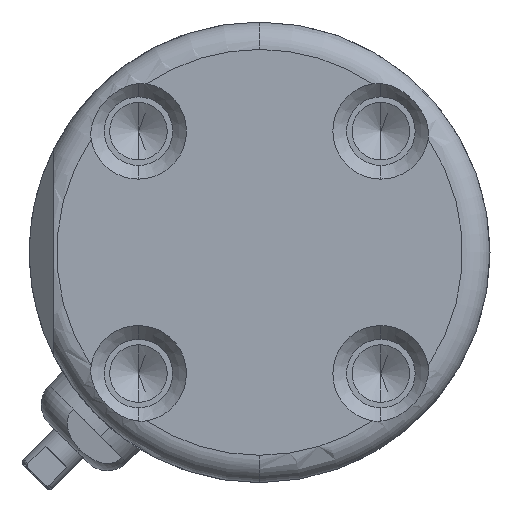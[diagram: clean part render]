
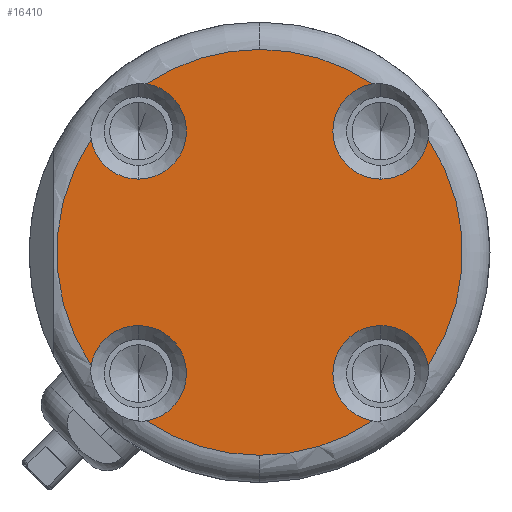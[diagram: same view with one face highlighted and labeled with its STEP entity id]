
A CAD part, left-side view. The second image highlights one B-rep face of the part: STEP entity #16410.
In plain terms, the highlighted planar face has unit normal (-1, 0, 0).
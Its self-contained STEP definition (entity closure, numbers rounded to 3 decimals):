
#171 = CIRCLE ( 'NONE', #17529, 3.5 ) ;
#474 = DIRECTION ( 'NONE',  ( 0., 0., -1. ) ) ;
#914 = ORIENTED_EDGE ( 'NONE', *, *, #4478, .T. ) ;
#1034 = CARTESIAN_POINT ( 'NONE',  ( -34., 8.839, -8.839 ) ) ;
#1105 = AXIS2_PLACEMENT_3D ( 'NONE', #16643, #23958, #474 ) ;
#1153 = AXIS2_PLACEMENT_3D ( 'NONE', #1556, #18346, #25363 ) ;
#1349 = VERTEX_POINT ( 'NONE', #17999 ) ;
#1443 = DIRECTION ( 'NONE',  ( -1., 0., 0. ) ) ;
#1556 = CARTESIAN_POINT ( 'NONE',  ( -34., 16.8, 0. ) ) ;
#1754 = AXIS2_PLACEMENT_3D ( 'NONE', #30496, #25515, #28176 ) ;
#1758 = CARTESIAN_POINT ( 'NONE',  ( -34., 8.248, 12.289 ) ) ;
#1760 = EDGE_CURVE ( 'NONE', #17530, #24981, #6609, .T. ) ;
#2069 = DIRECTION ( 'NONE',  ( -1., 0., 0. ) ) ;
#2251 = VERTEX_POINT ( 'NONE', #11558 ) ;
#2568 = EDGE_CURVE ( 'NONE', #15204, #24155, #25448, .T. ) ;
#2737 = ORIENTED_EDGE ( 'NONE', *, *, #2568, .T. ) ;
#2752 = DIRECTION ( 'NONE',  ( 0., 0., -1. ) ) ;
#2770 = VERTEX_POINT ( 'NONE', #5742 ) ;
#3000 = VERTEX_POINT ( 'NONE', #20589 ) ;
#3120 = DIRECTION ( 'NONE',  ( 0., 0., -1. ) ) ;
#3214 = CARTESIAN_POINT ( 'NONE',  ( -34., -8.839, -8.839 ) ) ;
#4210 = AXIS2_PLACEMENT_3D ( 'NONE', #12271, #11656, #16775 ) ;
#4478 = EDGE_CURVE ( 'NONE', #3000, #15204, #10749, .T. ) ;
#5203 = DIRECTION ( 'NONE',  ( 0., 0., -1. ) ) ;
#5401 = CARTESIAN_POINT ( 'NONE',  ( -34., 0., 0. ) ) ;
#5742 = CARTESIAN_POINT ( 'NONE',  ( -34., 8.839, -5.339 ) ) ;
#6029 = VERTEX_POINT ( 'NONE', #7690 ) ;
#6103 = DIRECTION ( 'NONE',  ( 0., 0., -1. ) ) ;
#6607 = CARTESIAN_POINT ( 'NONE',  ( -34., -12.289, -8.248 ) ) ;
#6609 = CIRCLE ( 'NONE', #24486, 3.5 ) ;
#7037 = CARTESIAN_POINT ( 'NONE',  ( -34., 8.839, -8.839 ) ) ;
#7277 = AXIS2_PLACEMENT_3D ( 'NONE', #14986, #10329, #26680 ) ;
#7471 = AXIS2_PLACEMENT_3D ( 'NONE', #7037, #26024, #3120 ) ;
#7676 = DIRECTION ( 'NONE',  ( 1., 0., 0. ) ) ;
#7690 = CARTESIAN_POINT ( 'NONE',  ( -34., 8.248, -12.289 ) ) ;
#7868 = DIRECTION ( 'NONE',  ( -1., 0., 0. ) ) ;
#7987 = AXIS2_PLACEMENT_3D ( 'NONE', #3214, #17371, #15351 ) ;
#8021 = CARTESIAN_POINT ( 'NONE',  ( -34., -8.839, 8.839 ) ) ;
#8117 = CARTESIAN_POINT ( 'NONE',  ( -34., 0., 0. ) ) ;
#9470 = CIRCLE ( 'NONE', #7471, 3.5 ) ;
#9486 = EDGE_CURVE ( 'NONE', #2770, #6029, #9470, .T. ) ;
#9888 = AXIS2_PLACEMENT_3D ( 'NONE', #5401, #7868, #26718 ) ;
#9969 = EDGE_CURVE ( 'NONE', #1349, #20640, #27893, .T. ) ;
#10329 = DIRECTION ( 'NONE',  ( -1., 0., 0. ) ) ;
#10577 = CARTESIAN_POINT ( 'NONE',  ( -34., 0., -14.8 ) ) ;
#10649 = CIRCLE ( 'NONE', #4210, 14.8 ) ;
#10749 = CIRCLE ( 'NONE', #7277, 14.8 ) ;
#11042 = CARTESIAN_POINT ( 'NONE',  ( -34., 12.289, 8.248 ) ) ;
#11151 = ORIENTED_EDGE ( 'NONE', *, *, #1760, .T. ) ;
#11396 = CIRCLE ( 'NONE', #9888, 14.8 ) ;
#11558 = CARTESIAN_POINT ( 'NONE',  ( -34., -8.248, 12.289 ) ) ;
#11656 = DIRECTION ( 'NONE',  ( -1., 0., 0. ) ) ;
#12271 = CARTESIAN_POINT ( 'NONE',  ( -34., 0., 0. ) ) ;
#12485 = CARTESIAN_POINT ( 'NONE',  ( -34., 12.289, -8.248 ) ) ;
#13016 = EDGE_CURVE ( 'NONE', #16361, #18839, #24576, .T. ) ;
#13584 = EDGE_LOOP ( 'NONE', ( #14168, #22708, #22059, #11151, #17826, #30180, #914, #2737, #23091, #26925, #19521, #26547, #22290, #21959 ) ) ;
#14038 = EDGE_CURVE ( 'NONE', #2251, #3000, #10649, .T. ) ;
#14168 = ORIENTED_EDGE ( 'NONE', *, *, #14805, .T. ) ;
#14644 = EDGE_CURVE ( 'NONE', #24155, #20486, #19105, .T. ) ;
#14802 = CIRCLE ( 'NONE', #24767, 14.8 ) ;
#14805 = EDGE_CURVE ( 'NONE', #18839, #1349, #21634, .T. ) ;
#14970 = DIRECTION ( 'NONE',  ( 0., 0., -1. ) ) ;
#14986 = CARTESIAN_POINT ( 'NONE',  ( -34., 0., 0. ) ) ;
#15015 = CARTESIAN_POINT ( 'NONE',  ( -34., -8.839, 8.839 ) ) ;
#15204 = VERTEX_POINT ( 'NONE', #1758 ) ;
#15254 = CIRCLE ( 'NONE', #19224, 14.8 ) ;
#15351 = DIRECTION ( 'NONE',  ( 0., 0., -1. ) ) ;
#15438 = CARTESIAN_POINT ( 'NONE',  ( -34., 0., 0. ) ) ;
#15638 = DIRECTION ( 'NONE',  ( 0., 0., -1. ) ) ;
#15911 = CARTESIAN_POINT ( 'NONE',  ( -34., 0., 0. ) ) ;
#16361 = VERTEX_POINT ( 'NONE', #10577 ) ;
#16410 = ADVANCED_FACE ( 'NONE', ( #22872 ), #17878, .F. ) ;
#16525 = DIRECTION ( 'NONE',  ( 0., 0., -1. ) ) ;
#16643 = CARTESIAN_POINT ( 'NONE',  ( -34., 8.839, 8.839 ) ) ;
#16775 = DIRECTION ( 'NONE',  ( 0., 0., -1. ) ) ;
#17013 = EDGE_CURVE ( 'NONE', #29397, #2770, #171, .T. ) ;
#17371 = DIRECTION ( 'NONE',  ( 1., 0., 0. ) ) ;
#17529 = AXIS2_PLACEMENT_3D ( 'NONE', #1034, #20456, #15638 ) ;
#17530 = VERTEX_POINT ( 'NONE', #29729 ) ;
#17826 = ORIENTED_EDGE ( 'NONE', *, *, #26214, .T. ) ;
#17878 = PLANE ( 'NONE',  #1153 ) ;
#17915 = DIRECTION ( 'NONE',  ( -1., 0., 0. ) ) ;
#17999 = CARTESIAN_POINT ( 'NONE',  ( -34., -8.839, -5.339 ) ) ;
#18346 = DIRECTION ( 'NONE',  ( 1., 0., 0. ) ) ;
#18839 = VERTEX_POINT ( 'NONE', #25529 ) ;
#19105 = CIRCLE ( 'NONE', #1754, 3.5 ) ;
#19224 = AXIS2_PLACEMENT_3D ( 'NONE', #15438, #17915, #14970 ) ;
#19521 = ORIENTED_EDGE ( 'NONE', *, *, #17013, .T. ) ;
#19844 = DIRECTION ( 'NONE',  ( 1., 0., 0. ) ) ;
#20068 = AXIS2_PLACEMENT_3D ( 'NONE', #8117, #1443, #6103 ) ;
#20456 = DIRECTION ( 'NONE',  ( 1., 0., 0. ) ) ;
#20486 = VERTEX_POINT ( 'NONE', #11042 ) ;
#20589 = CARTESIAN_POINT ( 'NONE',  ( -34., 0., 14.8 ) ) ;
#20640 = VERTEX_POINT ( 'NONE', #6607 ) ;
#21634 = CIRCLE ( 'NONE', #27097, 3.5 ) ;
#21959 = ORIENTED_EDGE ( 'NONE', *, *, #13016, .T. ) ;
#22059 = ORIENTED_EDGE ( 'NONE', *, *, #25862, .T. ) ;
#22290 = ORIENTED_EDGE ( 'NONE', *, *, #27676, .T. ) ;
#22545 = EDGE_CURVE ( 'NONE', #20486, #29397, #15254, .T. ) ;
#22708 = ORIENTED_EDGE ( 'NONE', *, *, #9969, .T. ) ;
#22872 = FACE_OUTER_BOUND ( 'NONE', #13584, .T. ) ;
#23091 = ORIENTED_EDGE ( 'NONE', *, *, #14644, .T. ) ;
#23607 = CARTESIAN_POINT ( 'NONE',  ( -34., -8.839, 5.339 ) ) ;
#23958 = DIRECTION ( 'NONE',  ( 1., 0., 0. ) ) ;
#24155 = VERTEX_POINT ( 'NONE', #28212 ) ;
#24214 = DIRECTION ( 'NONE',  ( 1., 0., 0. ) ) ;
#24486 = AXIS2_PLACEMENT_3D ( 'NONE', #8021, #19844, #2752 ) ;
#24516 = DIRECTION ( 'NONE',  ( 0., 0., -1. ) ) ;
#24576 = CIRCLE ( 'NONE', #20068, 14.8 ) ;
#24767 = AXIS2_PLACEMENT_3D ( 'NONE', #15911, #2069, #16525 ) ;
#24981 = VERTEX_POINT ( 'NONE', #23607 ) ;
#25363 = DIRECTION ( 'NONE',  ( 0., 0., -1. ) ) ;
#25448 = CIRCLE ( 'NONE', #1105, 3.5 ) ;
#25515 = DIRECTION ( 'NONE',  ( 1., 0., 0. ) ) ;
#25529 = CARTESIAN_POINT ( 'NONE',  ( -34., -8.248, -12.289 ) ) ;
#25862 = EDGE_CURVE ( 'NONE', #20640, #17530, #14802, .T. ) ;
#26024 = DIRECTION ( 'NONE',  ( 1., 0., 0. ) ) ;
#26214 = EDGE_CURVE ( 'NONE', #24981, #2251, #30721, .T. ) ;
#26547 = ORIENTED_EDGE ( 'NONE', *, *, #9486, .T. ) ;
#26680 = DIRECTION ( 'NONE',  ( 0., 0., -1. ) ) ;
#26718 = DIRECTION ( 'NONE',  ( 0., 0., -1. ) ) ;
#26925 = ORIENTED_EDGE ( 'NONE', *, *, #22545, .T. ) ;
#27097 = AXIS2_PLACEMENT_3D ( 'NONE', #28556, #7676, #5203 ) ;
#27676 = EDGE_CURVE ( 'NONE', #6029, #16361, #11396, .T. ) ;
#27893 = CIRCLE ( 'NONE', #7987, 3.5 ) ;
#28176 = DIRECTION ( 'NONE',  ( 0., 0., -1. ) ) ;
#28212 = CARTESIAN_POINT ( 'NONE',  ( -34., 8.839, 5.339 ) ) ;
#28556 = CARTESIAN_POINT ( 'NONE',  ( -34., -8.839, -8.839 ) ) ;
#28756 = AXIS2_PLACEMENT_3D ( 'NONE', #15015, #24214, #24516 ) ;
#29397 = VERTEX_POINT ( 'NONE', #12485 ) ;
#29729 = CARTESIAN_POINT ( 'NONE',  ( -34., -12.289, 8.248 ) ) ;
#30180 = ORIENTED_EDGE ( 'NONE', *, *, #14038, .T. ) ;
#30496 = CARTESIAN_POINT ( 'NONE',  ( -34., 8.839, 8.839 ) ) ;
#30721 = CIRCLE ( 'NONE', #28756, 3.5 ) ;
